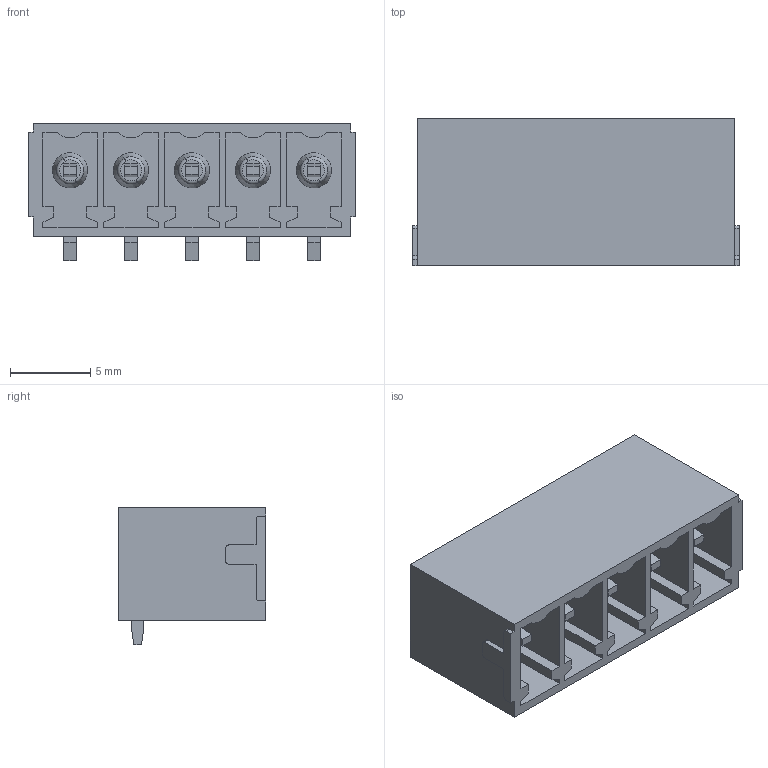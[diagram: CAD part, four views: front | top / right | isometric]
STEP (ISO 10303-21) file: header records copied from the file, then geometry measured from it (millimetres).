
FILE_DESCRIPTION(('CATIA V5 STEP Exchange','CAx-IF Rec.Pracs.--- Model Styling and Organization---1.4--- 2014-01-23'),'2;1');
FILE_NAME ('D1486669_0_2457550000_2457550000.stp','2021-05-20T09:48:00+00:00',('none'),('Weidmueller'),'CATIA Version 5-6 Release 2016 SP3 HF44','CATIA V5 STEP AP214','none');
FILE_SCHEMA(('AUTOMOTIVE_DESIGN { 1 0 10303 214 1 1 1 1 }'));
Length unit declared in the file: millimetre
Products named in the file (1): 2457550000
Bounding box: 20.44 x 9.2 x 8.6 mm (x, y, z)
Volume: 567.5 mm3; surface area: 1923.2 mm2
Topology: 6 solids, 6 shells, 354 faces, 996 edges, 664 vertices
Faces by surface type: plane 316, cylinder 18, cone 10, torus 10
Entity records: 10946 total; most frequent: ORIENTED_EDGE 1992, CARTESIAN_POINT 1886, DIRECTION 1446, EDGE_CURVE 996, VECTOR 920, LINE 920, VERTEX_POINT 664, EDGE_LOOP 374
